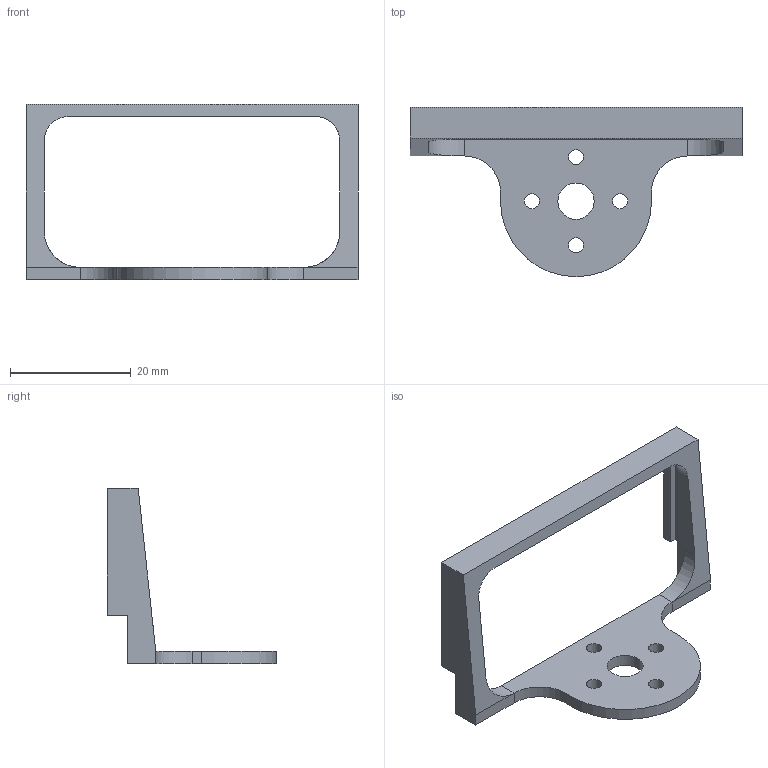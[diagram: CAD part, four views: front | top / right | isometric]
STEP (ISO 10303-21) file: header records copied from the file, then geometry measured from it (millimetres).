
FILE_DESCRIPTION(/* description */ (''),/* implementation_level */ '2;1');
FILE_NAME(/* name */ 'Global_US_Support v1.step',/* time_stamp */ '2019-06-07T11:44:49+02:00',/* author */ (''),/* organization */ (''),/* preprocessor_version */ 'ST-DEVELOPER v18',/* originating_system */ 'Autodesk Translation Framework v8.2.0.1029',/* authorisation */ '');
FILE_SCHEMA (('AUTOMOTIVE_DESIGN { 1 0 10303 214 3 1 1 }'));
Length unit declared in the file: millimetre
Products named in the file (1): Global_US_Support
Bounding box: 55 x 28 x 29 mm (x, y, z)
Volume: 2610.6 mm3; surface area: 3310.8 mm2
Topology: 1 solids, 1 shells, 39 faces, 119 edges, 80 vertices
Faces by surface type: plane 25, cylinder 14
Full cylindrical faces by diameter (mm): 2.5 x4, 6 x1
Entity records: 1434 total; most frequent: CARTESIAN_POINT 239, ORIENTED_EDGE 238, DIRECTION 233, EDGE_CURVE 119, LINE 85, VECTOR 85, VERTEX_POINT 80, AXIS2_PLACEMENT_3D 74
